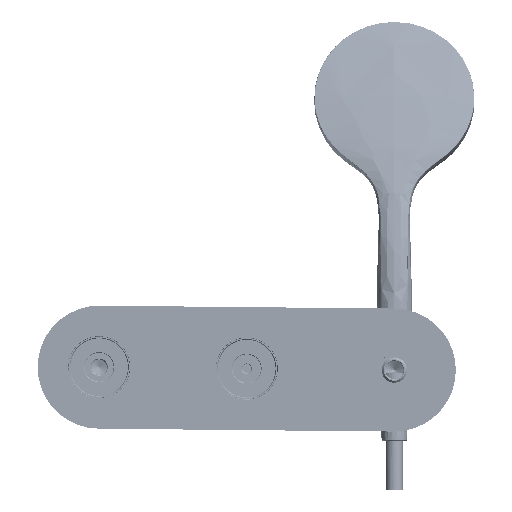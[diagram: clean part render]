
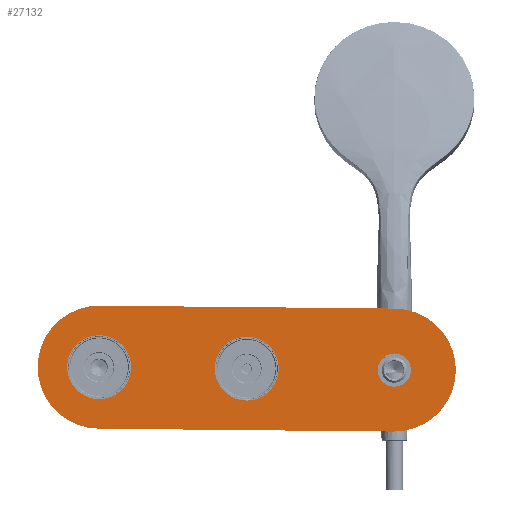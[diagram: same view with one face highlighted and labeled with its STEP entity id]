
A CAD part, front view. The second image highlights one B-rep face of the part: STEP entity #27132.
In plain terms, the highlighted planar face has unit normal (0, -1, 0).
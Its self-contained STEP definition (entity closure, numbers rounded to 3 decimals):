
#27019=CARTESIAN_POINT('Vertex',(106.495,57.,-1.047)) ;
#27033=CARTESIAN_POINT('Vertex',(133.494,57.,-1.313)) ;
#27036=CARTESIAN_POINT('Axis2P3D Location',(119.994,57.,-1.18)) ;
#27048=CARTESIAN_POINT('Axis2P3D Location',(0.,57.,0.)) ;
#27053=CARTESIAN_POINT('Axis2P3D Location',(119.994,57.,-1.18)) ;
#27057=CARTESIAN_POINT('Vertex',(119.503,57.,-51.178)) ;
#27059=CARTESIAN_POINT('Vertex',(120.486,57.,48.818)) ;
#27062=CARTESIAN_POINT('Line Origine',(0.492,57.,49.998)) ;
#27066=CARTESIAN_POINT('Vertex',(-119.503,57.,51.178)) ;
#27069=CARTESIAN_POINT('Axis2P3D Location',(-119.994,57.,1.18)) ;
#27073=CARTESIAN_POINT('Vertex',(-120.486,57.,-48.818)) ;
#27076=CARTESIAN_POINT('Line Origine',(-0.492,57.,-49.998)) ;
#27087=CARTESIAN_POINT('Axis2P3D Location',(119.994,57.,-1.18)) ;
#27096=CARTESIAN_POINT('Axis2P3D Location',(0.,57.,0.)) ;
#27100=CARTESIAN_POINT('Vertex',(-22.693,57.,12.689)) ;
#27102=CARTESIAN_POINT('Vertex',(22.693,57.,-12.689)) ;
#27105=CARTESIAN_POINT('Axis2P3D Location',(0.,57.,0.)) ;
#27114=CARTESIAN_POINT('Axis2P3D Location',(-119.994,57.,1.18)) ;
#27118=CARTESIAN_POINT('Vertex',(-142.688,57.,13.869)) ;
#27120=CARTESIAN_POINT('Vertex',(-97.301,57.,-11.509)) ;
#27123=CARTESIAN_POINT('Axis2P3D Location',(-119.994,57.,1.18)) ;
#27064=VECTOR('Line Direction',#27063,1.) ;
#27078=VECTOR('Line Direction',#27077,1.) ;
#27037=DIRECTION('Axis2P3D Direction',(0.,1.,0.)) ;
#27049=DIRECTION('Axis2P3D Direction',(0.,-1.,0.)) ;
#27050=DIRECTION('Axis2P3D XDirection',(-1.,0.,0.01)) ;
#27054=DIRECTION('Axis2P3D Direction',(0.,-1.,0.)) ;
#27063=DIRECTION('Vector Direction',(1.,0.,-0.01)) ;
#27070=DIRECTION('Axis2P3D Direction',(0.,-1.,0.)) ;
#27077=DIRECTION('Vector Direction',(-1.,0.,0.01)) ;
#27088=DIRECTION('Axis2P3D Direction',(0.,-1.,0.)) ;
#27097=DIRECTION('Axis2P3D Direction',(0.,-1.,0.)) ;
#27106=DIRECTION('Axis2P3D Direction',(0.,-1.,0.)) ;
#27115=DIRECTION('Axis2P3D Direction',(0.,-1.,0.)) ;
#27124=DIRECTION('Axis2P3D Direction',(0.,-1.,0.)) ;
#27038=AXIS2_PLACEMENT_3D('Circle Axis2P3D',#27036,#27037,$) ;
#27051=AXIS2_PLACEMENT_3D('Plane Axis2P3D',#27048,#27049,#27050) ;
#27055=AXIS2_PLACEMENT_3D('Circle Axis2P3D',#27053,#27054,$) ;
#27071=AXIS2_PLACEMENT_3D('Circle Axis2P3D',#27069,#27070,$) ;
#27089=AXIS2_PLACEMENT_3D('Circle Axis2P3D',#27087,#27088,$) ;
#27098=AXIS2_PLACEMENT_3D('Circle Axis2P3D',#27096,#27097,$) ;
#27107=AXIS2_PLACEMENT_3D('Circle Axis2P3D',#27105,#27106,$) ;
#27116=AXIS2_PLACEMENT_3D('Circle Axis2P3D',#27114,#27115,$) ;
#27125=AXIS2_PLACEMENT_3D('Circle Axis2P3D',#27123,#27124,$) ;
#27065=LINE('Line',#27062,#27064) ;
#27079=LINE('Line',#27076,#27078) ;
#27039=CIRCLE('generated circle',#27038,13.5) ;
#27056=CIRCLE('generated circle',#27055,50.) ;
#27072=CIRCLE('generated circle',#27071,50.) ;
#27090=CIRCLE('generated circle',#27089,13.5) ;
#27099=CIRCLE('generated circle',#27098,26.) ;
#27108=CIRCLE('generated circle',#27107,26.) ;
#27117=CIRCLE('generated circle',#27116,26.) ;
#27126=CIRCLE('generated circle',#27125,26.) ;
#27052=PLANE('',#27051) ;
#27095=FACE_BOUND('',#27092,.T.) ;
#27113=FACE_BOUND('',#27110,.T.) ;
#27131=FACE_BOUND('',#27128,.T.) ;
#27040=EDGE_CURVE('',#27034,#27020,#27039,.F.) ;
#27061=EDGE_CURVE('',#27058,#27060,#27056,.T.) ;
#27068=EDGE_CURVE('',#27060,#27067,#27065,.F.) ;
#27075=EDGE_CURVE('',#27067,#27074,#27072,.T.) ;
#27080=EDGE_CURVE('',#27074,#27058,#27079,.F.) ;
#27091=EDGE_CURVE('',#27020,#27034,#27090,.T.) ;
#27104=EDGE_CURVE('',#27101,#27103,#27099,.T.) ;
#27109=EDGE_CURVE('',#27103,#27101,#27108,.T.) ;
#27122=EDGE_CURVE('',#27119,#27121,#27117,.T.) ;
#27127=EDGE_CURVE('',#27121,#27119,#27126,.T.) ;
#27082=ORIENTED_EDGE('',*,*,#27061,.T.) ;
#27083=ORIENTED_EDGE('',*,*,#27068,.T.) ;
#27084=ORIENTED_EDGE('',*,*,#27075,.T.) ;
#27085=ORIENTED_EDGE('',*,*,#27080,.T.) ;
#27093=ORIENTED_EDGE('',*,*,#27091,.F.) ;
#27094=ORIENTED_EDGE('',*,*,#27040,.F.) ;
#27111=ORIENTED_EDGE('',*,*,#27104,.F.) ;
#27112=ORIENTED_EDGE('',*,*,#27109,.F.) ;
#27129=ORIENTED_EDGE('',*,*,#27122,.F.) ;
#27130=ORIENTED_EDGE('',*,*,#27127,.F.) ;
#27081=EDGE_LOOP('',(#27082,#27083,#27084,#27085)) ;
#27092=EDGE_LOOP('',(#27093,#27094)) ;
#27110=EDGE_LOOP('',(#27111,#27112)) ;
#27128=EDGE_LOOP('',(#27129,#27130)) ;
#27020=VERTEX_POINT('',#27019) ;
#27034=VERTEX_POINT('',#27033) ;
#27058=VERTEX_POINT('',#27057) ;
#27060=VERTEX_POINT('',#27059) ;
#27067=VERTEX_POINT('',#27066) ;
#27074=VERTEX_POINT('',#27073) ;
#27101=VERTEX_POINT('',#27100) ;
#27103=VERTEX_POINT('',#27102) ;
#27119=VERTEX_POINT('',#27118) ;
#27121=VERTEX_POINT('',#27120) ;
#27132=ADVANCED_FACE('PR.0399.41_AllCATPart.1\\P46853.1\\PartBody',(#27086,#27095,#27113,#27131),#27052,.T.) ;
#27086=FACE_OUTER_BOUND('',#27081,.T.) ;
